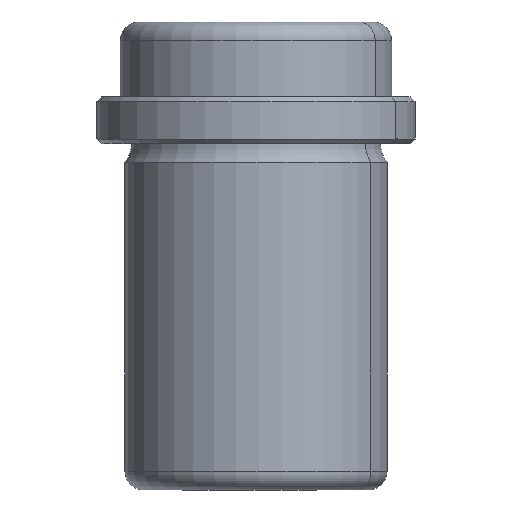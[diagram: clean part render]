
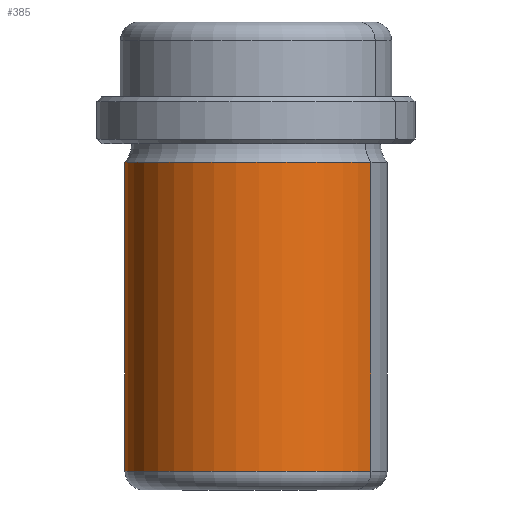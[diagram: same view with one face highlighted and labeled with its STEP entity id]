
A CAD part, front view. The second image highlights one B-rep face of the part: STEP entity #385.
In plain terms, the highlighted cylindrical face has radius 14 mm (diameter 28 mm), a partial arc.
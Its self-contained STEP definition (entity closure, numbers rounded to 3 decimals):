
#316=CARTESIAN_POINT('Vertex',(12.286,-6.712,-35.)) ;
#319=CARTESIAN_POINT('Axis2P3D Location',(0.,0.,-35.)) ;
#323=CARTESIAN_POINT('Vertex',(-12.286,6.712,-35.)) ;
#355=CARTESIAN_POINT('Axis2P3D Location',(0.,0.,-12.)) ;
#360=CARTESIAN_POINT('Line Origine',(12.286,-6.712,-19.5)) ;
#364=CARTESIAN_POINT('Vertex',(12.286,-6.712,-2.)) ;
#367=CARTESIAN_POINT('Axis2P3D Location',(0.,0.,-2.)) ;
#371=CARTESIAN_POINT('Vertex',(-12.286,6.712,-2.)) ;
#374=CARTESIAN_POINT('Line Origine',(-12.286,6.712,-19.5)) ;
#320=DIRECTION('Axis2P3D Direction',(0.,0.,-1.)) ;
#356=DIRECTION('Axis2P3D Direction',(0.,0.,-1.)) ;
#357=DIRECTION('Axis2P3D XDirection',(-0.878,0.479,-0.)) ;
#361=DIRECTION('Vector Direction',(0.,0.,-1.)) ;
#368=DIRECTION('Axis2P3D Direction',(0.,0.,-1.)) ;
#375=DIRECTION('Vector Direction',(0.,0.,-1.)) ;
#321=AXIS2_PLACEMENT_3D('Circle Axis2P3D',#319,#320,$) ;
#358=AXIS2_PLACEMENT_3D('Cylinder Axis2P3D',#355,#356,#357) ;
#369=AXIS2_PLACEMENT_3D('Circle Axis2P3D',#367,#368,$) ;
#380=ORIENTED_EDGE('',*,*,#366,.T.) ;
#381=ORIENTED_EDGE('',*,*,#373,.T.) ;
#382=ORIENTED_EDGE('',*,*,#378,.F.) ;
#383=ORIENTED_EDGE('',*,*,#325,.F.) ;
#362=VECTOR('Line Direction',#361,1.) ;
#376=VECTOR('Line Direction',#375,1.) ;
#385=ADVANCED_FACE('PartBody',(#384),#359,.T.) ;
#322=CIRCLE('generated circle',#321,14.) ;
#370=CIRCLE('generated circle',#369,14.) ;
#359=CYLINDRICAL_SURFACE('generated cylinder',#358,14.) ;
#325=EDGE_CURVE('',#317,#324,#322,.T.) ;
#366=EDGE_CURVE('',#317,#365,#363,.F.) ;
#373=EDGE_CURVE('',#365,#372,#370,.T.) ;
#378=EDGE_CURVE('',#324,#372,#377,.F.) ;
#379=EDGE_LOOP('',(#380,#381,#382,#383)) ;
#384=FACE_OUTER_BOUND('',#379,.T.) ;
#363=LINE('Line',#360,#362) ;
#377=LINE('Line',#374,#376) ;
#317=VERTEX_POINT('',#316) ;
#324=VERTEX_POINT('',#323) ;
#365=VERTEX_POINT('',#364) ;
#372=VERTEX_POINT('',#371) ;
